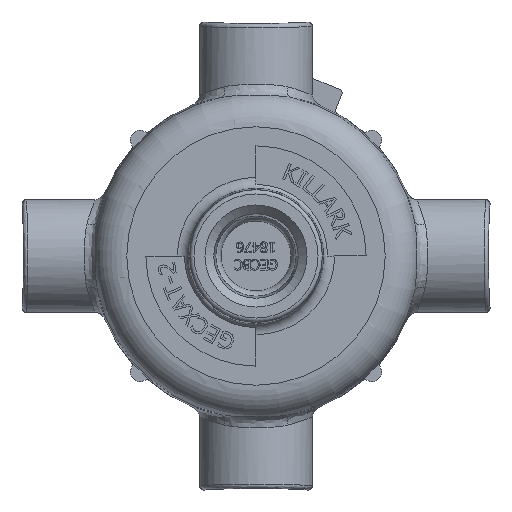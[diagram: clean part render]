
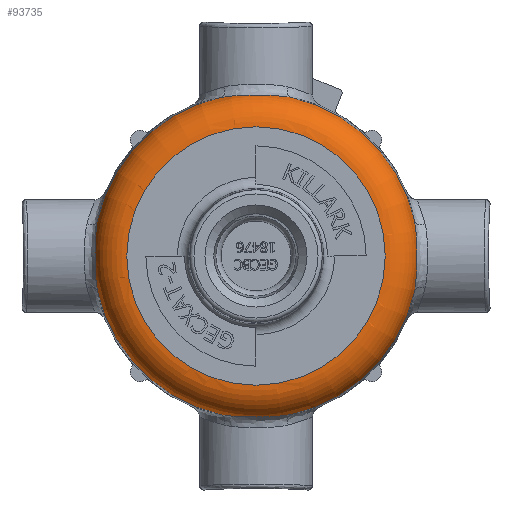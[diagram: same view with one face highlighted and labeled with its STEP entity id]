
A CAD part, front view. The second image highlights one B-rep face of the part: STEP entity #93735.
In plain terms, the highlighted toroidal (fillet/blend) face has major radius 37.26 mm and minor radius 9.525 mm.
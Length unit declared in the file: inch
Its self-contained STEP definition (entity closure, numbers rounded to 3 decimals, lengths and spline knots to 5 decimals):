
#59=TOROIDAL_SURFACE('',#97578,1.46694,0.375);
#460=CIRCLE('',#97556,1.46694);
#461=CIRCLE('',#97557,1.46694);
#465=CIRCLE('',#97564,1.84181);
#468=CIRCLE('',#97569,1.84181);
#471=CIRCLE('',#97574,1.84181);
#474=CIRCLE('',#97579,0.375);
#475=CIRCLE('',#97580,1.84181);
#4027=B_SPLINE_CURVE_WITH_KNOTS('',3,(#169410,#169411,#169412,#169413,#169414,
#169415,#169416,#169417),.UNSPECIFIED.,.F.,.F.,(4,1,1,1,1,4),(0.,0.32481,
0.97444,1.62406,1.78647,2.27368),
 .UNSPECIFIED.);
#4037=B_SPLINE_CURVE_WITH_KNOTS('',3,(#169729,#169730,#169731,#169732,#169733),
 .UNSPECIFIED.,.F.,.F.,(4,1,4),(0.,0.64962,1.13805),
 .UNSPECIFIED.);
#4038=B_SPLINE_CURVE_WITH_KNOTS('',3,(#169734,#169735,#169736,#169737,#169738,
#169739),.UNSPECIFIED.,.F.,.F.,(4,1,1,4),(1.13805,1.29925,
1.62406,2.27368),.UNSPECIFIED.);
#4048=B_SPLINE_CURVE_WITH_KNOTS('',3,(#170040,#170041,#170042,#170043,#170044,
#170045,#170046,#170047),.UNSPECIFIED.,.F.,.F.,(4,1,1,1,1,4),(0.,0.64962,
0.97444,1.62406,1.78647,2.27368),
 .UNSPECIFIED.);
#4056=B_SPLINE_CURVE_WITH_KNOTS('',3,(#170256,#170257,#170258,#170259,#170260,
#170261,#170262,#170263),.UNSPECIFIED.,.F.,.F.,(4,1,1,1,1,4),(0.,0.32481,
0.97444,1.62406,1.78647,2.27368),
 .UNSPECIFIED.);
#10759=FACE_OUTER_BOUND('',#16158,.T.);
#16158=EDGE_LOOP('',(#82177,#82178,#82179,#82180,#82181,#82182,#82183,#82184,
#82185,#82186,#82187,#82188,#82189));
#43940=VERTEX_POINT('',#169230);
#43941=VERTEX_POINT('',#169231);
#43947=VERTEX_POINT('',#169288);
#43948=VERTEX_POINT('',#169298);
#43949=VERTEX_POINT('',#169408);
#43955=VERTEX_POINT('',#169615);
#43956=VERTEX_POINT('',#169726);
#43957=VERTEX_POINT('',#169728);
#43963=VERTEX_POINT('',#169928);
#43964=VERTEX_POINT('',#170038);
#43970=VERTEX_POINT('',#170255);
#56894=EDGE_CURVE('',#43940,#43941,#460,.T.);
#56895=EDGE_CURVE('',#43941,#43940,#461,.T.);
#56906=EDGE_CURVE('',#43948,#43947,#465,.T.);
#56911=EDGE_CURVE('',#43948,#43949,#4027,.T.);
#56921=EDGE_CURVE('',#43955,#43949,#468,.T.);
#56925=EDGE_CURVE('',#43955,#43957,#4037,.T.);
#56926=EDGE_CURVE('',#43957,#43956,#4038,.T.);
#56936=EDGE_CURVE('',#43963,#43956,#471,.T.);
#56940=EDGE_CURVE('',#43963,#43964,#4048,.T.);
#56949=EDGE_CURVE('',#43941,#43957,#474,.T.);
#56950=EDGE_CURVE('',#43970,#43947,#4056,.T.);
#56951=EDGE_CURVE('',#43970,#43964,#475,.T.);
#82177=ORIENTED_EDGE('',*,*,#56894,.T.);
#82178=ORIENTED_EDGE('',*,*,#56949,.T.);
#82179=ORIENTED_EDGE('',*,*,#56925,.F.);
#82180=ORIENTED_EDGE('',*,*,#56921,.T.);
#82181=ORIENTED_EDGE('',*,*,#56911,.F.);
#82182=ORIENTED_EDGE('',*,*,#56906,.T.);
#82183=ORIENTED_EDGE('',*,*,#56950,.F.);
#82184=ORIENTED_EDGE('',*,*,#56951,.T.);
#82185=ORIENTED_EDGE('',*,*,#56940,.F.);
#82186=ORIENTED_EDGE('',*,*,#56936,.T.);
#82187=ORIENTED_EDGE('',*,*,#56926,.F.);
#82188=ORIENTED_EDGE('',*,*,#56949,.F.);
#82189=ORIENTED_EDGE('',*,*,#56895,.T.);
#93735=ADVANCED_FACE('',(#10759),#59,.T.);
#97556=AXIS2_PLACEMENT_3D('',#169232,#112165,#112166);
#97557=AXIS2_PLACEMENT_3D('',#169233,#112167,#112168);
#97564=AXIS2_PLACEMENT_3D('',#169299,#112182,#112183);
#97569=AXIS2_PLACEMENT_3D('',#169624,#112193,#112194);
#97574=AXIS2_PLACEMENT_3D('',#169936,#112204,#112205);
#97578=AXIS2_PLACEMENT_3D('',#170253,#112213,#112214);
#97579=AXIS2_PLACEMENT_3D('',#170254,#112215,#112216);
#97580=AXIS2_PLACEMENT_3D('',#170264,#112217,#112218);
#112165=DIRECTION('center_axis',(0.,1.,0.));
#112166=DIRECTION('ref_axis',(1.,0.,0.));
#112167=DIRECTION('center_axis',(0.,1.,0.));
#112168=DIRECTION('ref_axis',(1.,0.,0.));
#112182=DIRECTION('center_axis',(0.,-1.,0.));
#112183=DIRECTION('ref_axis',(1.,0.,0.));
#112193=DIRECTION('center_axis',(0.,-1.,0.));
#112194=DIRECTION('ref_axis',(1.,0.,0.));
#112204=DIRECTION('center_axis',(0.,-1.,0.));
#112205=DIRECTION('ref_axis',(1.,0.,0.));
#112213=DIRECTION('center_axis',(0.,-1.,0.));
#112214=DIRECTION('ref_axis',(0.,0.,-1.));
#112215=DIRECTION('center_axis',(-1.,0.,0.));
#112216=DIRECTION('ref_axis',(0.,0.,1.));
#112217=DIRECTION('center_axis',(0.,-1.,0.));
#112218=DIRECTION('ref_axis',(1.,0.,0.));
#169230=CARTESIAN_POINT('',(-1.46694,0.,0.));
#169231=CARTESIAN_POINT('',(0.,0.,
1.46694));
#169232=CARTESIAN_POINT('Origin',(0.,0.,0.));
#169233=CARTESIAN_POINT('Origin',(0.,0.,0.));
#169288=CARTESIAN_POINT('',(-0.39623,0.36518,-1.79869));
#169298=CARTESIAN_POINT('',(-1.79869,0.36518,-0.39623));
#169299=CARTESIAN_POINT('Origin',(0.,0.36518,0.));
#169408=CARTESIAN_POINT('',(-1.79869,0.36518,0.39623));
#169410=CARTESIAN_POINT('Ctrl Pts',(-1.79869,0.36518,
-0.39623));
#169411=CARTESIAN_POINT('Ctrl Pts',(-1.80544,0.34776,
-0.36345));
#169412=CARTESIAN_POINT('Ctrl Pts',(-1.82064,0.3014,
-0.25852));
#169413=CARTESIAN_POINT('Ctrl Pts',(-1.82831,0.26072,
-0.06252));
#169414=CARTESIAN_POINT('Ctrl Pts',(-1.82643,0.27299,
0.12131));
#169415=CARTESIAN_POINT('Ctrl Pts',(-1.81744,0.31007,
0.27439));
#169416=CARTESIAN_POINT('Ctrl Pts',(-1.80882,0.33905,
0.34706));
#169417=CARTESIAN_POINT('Ctrl Pts',(-1.79869,0.36518,
0.39623));
#169615=CARTESIAN_POINT('',(-0.39623,0.36518,1.79869));
#169624=CARTESIAN_POINT('Origin',(0.,0.36518,0.));
#169726=CARTESIAN_POINT('',(0.39623,0.36518,1.79869));
#169728=CARTESIAN_POINT('',(0.,0.26953,1.82681));
#169729=CARTESIAN_POINT('Ctrl Pts',(-0.39623,0.36518,
1.79869));
#169730=CARTESIAN_POINT('Ctrl Pts',(-0.33067,0.33034,
1.8122));
#169731=CARTESIAN_POINT('Ctrl Pts',(-0.20142,0.28373,
1.8241));
#169732=CARTESIAN_POINT('Ctrl Pts',(-0.06047,0.26961,
1.82688));
#169733=CARTESIAN_POINT('Ctrl Pts',(0.,0.2696,
1.82682));
#169734=CARTESIAN_POINT('Ctrl Pts',(0.,0.2696,
1.82682));
#169735=CARTESIAN_POINT('Ctrl Pts',(0.01996,0.2696,
1.8268));
#169736=CARTESIAN_POINT('Ctrl Pts',(0.08013,0.27157,
1.82633));
#169737=CARTESIAN_POINT('Ctrl Pts',(0.21902,0.29021,
1.82265));
#169738=CARTESIAN_POINT('Ctrl Pts',(0.33067,0.33034,
1.8122));
#169739=CARTESIAN_POINT('Ctrl Pts',(0.39623,0.36518,
1.79869));
#169928=CARTESIAN_POINT('',(1.79869,0.36518,0.39623));
#169936=CARTESIAN_POINT('Origin',(0.,0.36518,0.));
#170038=CARTESIAN_POINT('',(1.79869,0.36518,-0.39623));
#170040=CARTESIAN_POINT('Ctrl Pts',(1.79869,0.36518,
0.39623));
#170041=CARTESIAN_POINT('Ctrl Pts',(1.8122,0.33034,
0.33067));
#170042=CARTESIAN_POINT('Ctrl Pts',(1.82257,0.29049,0.21969));
#170043=CARTESIAN_POINT('Ctrl Pts',(1.82796,0.26351,0.02168));
#170044=CARTESIAN_POINT('Ctrl Pts',(1.82641,0.27298,
-0.12132));
#170045=CARTESIAN_POINT('Ctrl Pts',(1.81745,0.31007,
-0.27439));
#170046=CARTESIAN_POINT('Ctrl Pts',(1.80882,0.33905,
-0.34706));
#170047=CARTESIAN_POINT('Ctrl Pts',(1.79869,0.36518,
-0.39623));
#170253=CARTESIAN_POINT('Origin',(0.,0.375,0.));
#170254=CARTESIAN_POINT('Origin',(0.,0.375,1.46694));
#170255=CARTESIAN_POINT('',(0.39623,0.36518,-1.79869));
#170256=CARTESIAN_POINT('Ctrl Pts',(0.39623,0.36518,
-1.79869));
#170257=CARTESIAN_POINT('Ctrl Pts',(0.36345,0.34776,
-1.80544));
#170258=CARTESIAN_POINT('Ctrl Pts',(0.25852,0.3014,
-1.82064));
#170259=CARTESIAN_POINT('Ctrl Pts',(0.06252,0.26072,
-1.82831));
#170260=CARTESIAN_POINT('Ctrl Pts',(-0.12131,0.27299,
-1.82643));
#170261=CARTESIAN_POINT('Ctrl Pts',(-0.27439,0.31007,
-1.81744));
#170262=CARTESIAN_POINT('Ctrl Pts',(-0.34706,0.33905,
-1.80882));
#170263=CARTESIAN_POINT('Ctrl Pts',(-0.39623,0.36518,
-1.79869));
#170264=CARTESIAN_POINT('Origin',(0.,0.36518,0.));
